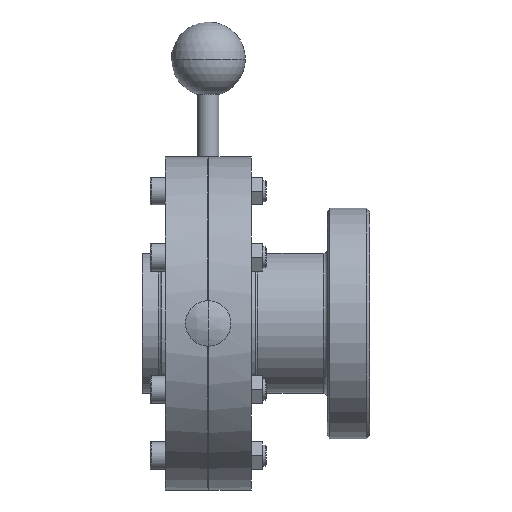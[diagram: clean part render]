
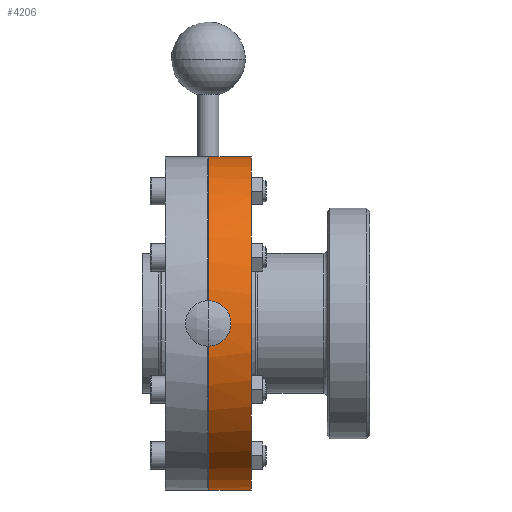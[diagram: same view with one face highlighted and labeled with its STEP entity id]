
A CAD part, front view. The second image highlights one B-rep face of the part: STEP entity #4206.
In plain terms, the highlighted cylindrical face has radius 63 mm (diameter 126 mm), a partial arc.
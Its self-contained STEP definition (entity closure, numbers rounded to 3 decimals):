
#35 = CARTESIAN_POINT ( 'NONE',  ( 2.3, -63., -0.139 ) ) ;
#41 = ORIENTED_EDGE ( 'NONE', *, *, #7775, .T. ) ;
#226 = CARTESIAN_POINT ( 'NONE',  ( 0.25, 0., 63. ) ) ;
#404 = CARTESIAN_POINT ( 'NONE',  ( 1.176, -62.969, 1.982 ) ) ;
#466 = CARTESIAN_POINT ( 'NONE',  ( -13.589, 0., -63. ) ) ;
#562 = VERTEX_POINT ( 'NONE', #3540 ) ;
#563 = CARTESIAN_POINT ( 'NONE',  ( 2.098, -62.993, 0.953 ) ) ;
#644 = CARTESIAN_POINT ( 'NONE',  ( 0.531, -62.96, -2.256 ) ) ;
#710 = CARTESIAN_POINT ( 'NONE',  ( 2.236, -62.998, 0.558 ) ) ;
#715 = DIRECTION ( 'NONE',  ( 0., 0., 1. ) ) ;
#760 = ORIENTED_EDGE ( 'NONE', *, *, #7569, .T. ) ;
#964 = CARTESIAN_POINT ( 'NONE',  ( 1.619, -62.979, 1.64 ) ) ;
#1010 = CARTESIAN_POINT ( 'NONE',  ( 0.531, -62.96, 2.256 ) ) ;
#1040 = LINE ( 'NONE', #466, #1136 ) ;
#1080 = B_SPLINE_CURVE_WITH_KNOTS ( 'NONE', 3,
 ( #3001, #1010, #1665, #404, #6524, #4703, #964, #3441, #7221, #1824, #563, #6269, #710, #6768, #3123, #35, #5018, #4295, #1209, #4904, #7492, #6195, #4331, #5067, #644, #1944 ),
 .UNSPECIFIED., .F., .F.,
 ( 4, 2, 2, 2, 2, 2, 2, 2, 2, 2, 2, 2, 4 ),
 ( 0., 0.001, 0.001, 0.002, 0.002, 0.003, 0.003, 0.003, 0.004, 0.004, 0.005, 0.006, 0.007 ),
 .UNSPECIFIED. ) ;
#1136 = VECTOR ( 'NONE', #7857, 1000. ) ;
#1209 = CARTESIAN_POINT ( 'NONE',  ( 2.198, -62.996, -0.69 ) ) ;
#1331 = ORIENTED_EDGE ( 'NONE', *, *, #6669, .T. ) ;
#1373 = CARTESIAN_POINT ( 'NONE',  ( 0.25, -62.958, 2.286 ) ) ;
#1476 = CARTESIAN_POINT ( 'NONE',  ( -13.589, 0., 0. ) ) ;
#1569 = DIRECTION ( 'NONE',  ( 0., 0., 1. ) ) ;
#1665 = CARTESIAN_POINT ( 'NONE',  ( 0.8, -62.963, 2.175 ) ) ;
#1783 = CIRCLE ( 'NONE', #5410, 63. ) ;
#1824 = CARTESIAN_POINT ( 'NONE',  ( 2.035, -62.991, 1.081 ) ) ;
#1944 = CARTESIAN_POINT ( 'NONE',  ( 0.25, -62.958, -2.286 ) ) ;
#2043 = EDGE_CURVE ( 'NONE', #2081, #5151, #1783, .T. ) ;
#2081 = VERTEX_POINT ( 'NONE', #1373 ) ;
#2193 = VECTOR ( 'NONE', #4821, 1000. ) ;
#2220 = CARTESIAN_POINT ( 'NONE',  ( 0.25, -62.958, -2.286 ) ) ;
#2388 = EDGE_LOOP ( 'NONE', ( #4282, #760, #41, #6349, #1331, #3232 ) ) ;
#2464 = CARTESIAN_POINT ( 'NONE',  ( 16.25, 0., 63. ) ) ;
#2495 = EDGE_CURVE ( 'NONE', #5081, #4336, #5419, .T. ) ;
#2679 = DIRECTION ( 'NONE',  ( 0., 0., 1. ) ) ;
#3001 = CARTESIAN_POINT ( 'NONE',  ( 0.25, -62.958, 2.286 ) ) ;
#3123 = CARTESIAN_POINT ( 'NONE',  ( 2.3, -63., 0.14 ) ) ;
#3232 = ORIENTED_EDGE ( 'NONE', *, *, #2495, .F. ) ;
#3233 = CYLINDRICAL_SURFACE ( 'NONE', #6488, 63. ) ;
#3358 = DIRECTION ( 'NONE',  ( -1., 0., 0. ) ) ;
#3441 = CARTESIAN_POINT ( 'NONE',  ( 1.806, -62.984, 1.431 ) ) ;
#3540 = CARTESIAN_POINT ( 'NONE',  ( 16.25, 0., -63. ) ) ;
#3794 = CARTESIAN_POINT ( 'NONE',  ( 0.25, 0., 0. ) ) ;
#3869 = FACE_OUTER_BOUND ( 'NONE', #2388, .T. ) ;
#4000 = DIRECTION ( 'NONE',  ( 0., 0., 1. ) ) ;
#4206 = ADVANCED_FACE ( 'NONE', ( #3869 ), #3233, .T. ) ;
#4282 = ORIENTED_EDGE ( 'NONE', *, *, #5375, .F. ) ;
#4295 = CARTESIAN_POINT ( 'NONE',  ( 2.237, -62.998, -0.554 ) ) ;
#4331 = CARTESIAN_POINT ( 'NONE',  ( 1.301, -62.971, -1.917 ) ) ;
#4336 = VERTEX_POINT ( 'NONE', #2220 ) ;
#4392 = CIRCLE ( 'NONE', #5694, 63. ) ;
#4703 = CARTESIAN_POINT ( 'NONE',  ( 1.515, -62.976, 1.736 ) ) ;
#4821 = DIRECTION ( 'NONE',  ( -1., 0., 0. ) ) ;
#4904 = CARTESIAN_POINT ( 'NONE',  ( 2.049, -62.991, -1.081 ) ) ;
#5018 = CARTESIAN_POINT ( 'NONE',  ( 2.287, -63., -0.278 ) ) ;
#5067 = CARTESIAN_POINT ( 'NONE',  ( 0.805, -62.963, -2.172 ) ) ;
#5081 = VERTEX_POINT ( 'NONE', #6035 ) ;
#5151 = VERTEX_POINT ( 'NONE', #226 ) ;
#5375 = EDGE_CURVE ( 'NONE', #562, #5081, #1040, .T. ) ;
#5410 = AXIS2_PLACEMENT_3D ( 'NONE', #7015, #6281, #2679 ) ;
#5419 = CIRCLE ( 'NONE', #6444, 63. ) ;
#5477 = VERTEX_POINT ( 'NONE', #2464 ) ;
#5505 = LINE ( 'NONE', #7904, #2193 ) ;
#5694 = AXIS2_PLACEMENT_3D ( 'NONE', #7786, #3358, #4000 ) ;
#6035 = CARTESIAN_POINT ( 'NONE',  ( 0.25, 0., -63. ) ) ;
#6195 = CARTESIAN_POINT ( 'NONE',  ( 1.528, -62.976, -1.742 ) ) ;
#6269 = CARTESIAN_POINT ( 'NONE',  ( 2.198, -62.996, 0.692 ) ) ;
#6273 = DIRECTION ( 'NONE',  ( -1., 0., 0. ) ) ;
#6281 = DIRECTION ( 'NONE',  ( -1., 0., 0. ) ) ;
#6349 = ORIENTED_EDGE ( 'NONE', *, *, #2043, .F. ) ;
#6444 = AXIS2_PLACEMENT_3D ( 'NONE', #3794, #6273, #715 ) ;
#6488 = AXIS2_PLACEMENT_3D ( 'NONE', #1476, #7730, #1569 ) ;
#6524 = CARTESIAN_POINT ( 'NONE',  ( 1.294, -62.971, 1.907 ) ) ;
#6669 = EDGE_CURVE ( 'NONE', #2081, #4336, #1080, .T. ) ;
#6768 = CARTESIAN_POINT ( 'NONE',  ( 2.287, -63., 0.282 ) ) ;
#7015 = CARTESIAN_POINT ( 'NONE',  ( 0.25, 0., 0. ) ) ;
#7221 = CARTESIAN_POINT ( 'NONE',  ( 1.889, -62.986, 1.319 ) ) ;
#7492 = CARTESIAN_POINT ( 'NONE',  ( 1.9, -62.986, -1.326 ) ) ;
#7569 = EDGE_CURVE ( 'NONE', #562, #5477, #4392, .T. ) ;
#7730 = DIRECTION ( 'NONE',  ( -1., 0., 0. ) ) ;
#7775 = EDGE_CURVE ( 'NONE', #5477, #5151, #5505, .T. ) ;
#7786 = CARTESIAN_POINT ( 'NONE',  ( 16.25, 0., 0. ) ) ;
#7857 = DIRECTION ( 'NONE',  ( -1., 0., 0. ) ) ;
#7904 = CARTESIAN_POINT ( 'NONE',  ( -13.589, 0., 63. ) ) ;
